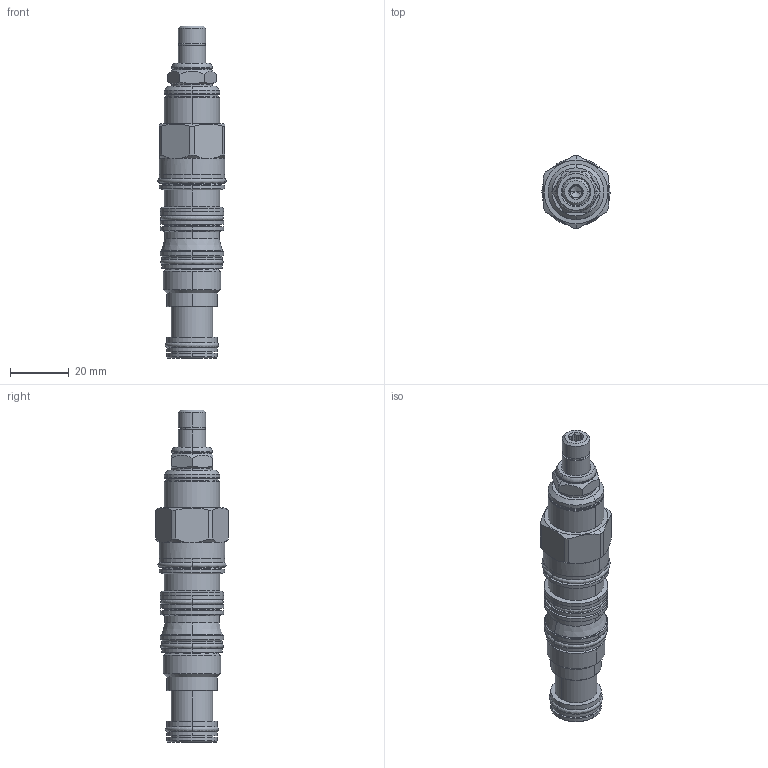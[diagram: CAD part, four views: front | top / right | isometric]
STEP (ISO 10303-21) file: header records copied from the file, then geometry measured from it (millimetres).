
FILE_DESCRIPTION((''),'2;1');
FILE_NAME('DRBR-LNN_PRT','2011-03-24T',('Administrator'),(''),'PRO/ENGINEER BY PARAMETRIC TECHNOLOGY CORPORATION, 2006240','PRO/ENGINEER BY PARAMETRIC TECHNOLOGY CORPORATION, 2006240','');
FILE_SCHEMA(('CONFIG_CONTROL_DESIGN'));
Length unit declared in the file: inch
Products named in the file (1): DRBR-LNN_PRT
Bounding box: 23.29 x 24.84 x 113.51 mm (x, y, z)
Volume: 29662.3 mm3; surface area: 11100.3 mm2
Topology: 4 solids, 4 shells, 287 faces, 653 edges, 399 vertices
Faces by surface type: cylinder 99, plane 77, cone 49, torus 48, revolution 14
Entity records: 9584 total; most frequent: CARTESIAN_POINT 2917, DIRECTION 1516, ORIENTED_EDGE 1302, AXIS2_PLACEMENT_3D 654, EDGE_CURVE 651, VERTEX_POINT 399, CIRCLE 381, EDGE_LOOP 322
